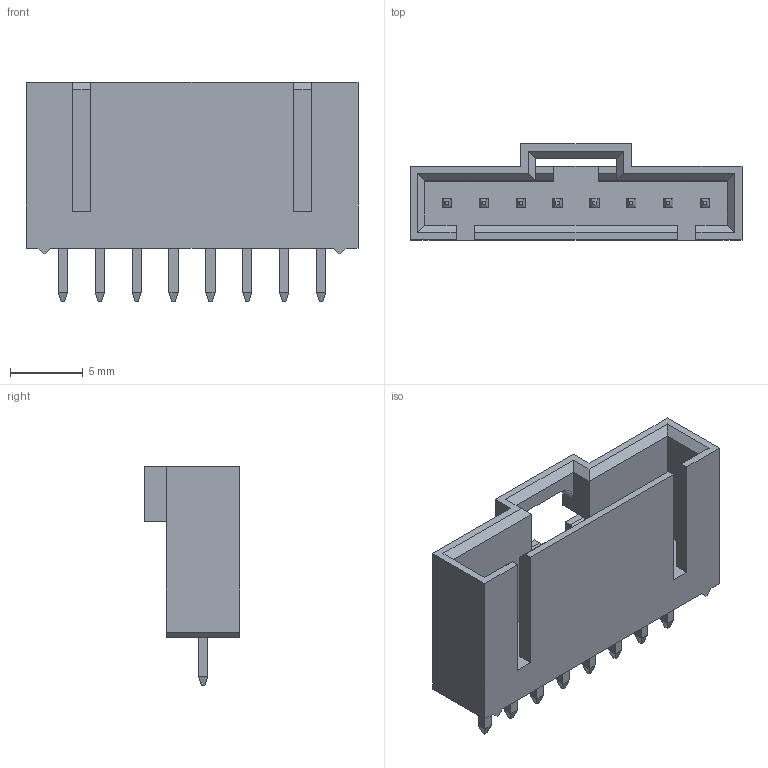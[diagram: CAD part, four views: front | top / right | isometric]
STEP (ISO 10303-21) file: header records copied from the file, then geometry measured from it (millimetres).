
FILE_DESCRIPTION((''),'2;1');
FILE_NAME('705430112','2017-02-22T',('ghp'),(''),'PRO/ENGINEER BY PARAMETRIC TECHNOLOGY CORPORATION, 2012310','PRO/ENGINEER BY PARAMETRIC TECHNOLOGY CORPORATION, 2012310','');
FILE_SCHEMA(('CONFIG_CONTROL_DESIGN'));
Length unit declared in the file: inch
Products named in the file (1): 705430112
Bounding box: 22.86 x 6.6 x 15.11 mm (x, y, z)
Volume: 748.6 mm3; surface area: 1460.6 mm2
Topology: 1 solids, 1 shells, 201 faces, 497 edges, 312 vertices
Faces by surface type: plane 199, cylinder 2
Entity records: 5780 total; most frequent: CARTESIAN_POINT 995, ORIENTED_EDGE 962, DIRECTION 921, EDGE_CURVE 481, VECTOR 477, LINE 477, VERTEX_POINT 296, AXIS2_PLACEMENT_3D 222
